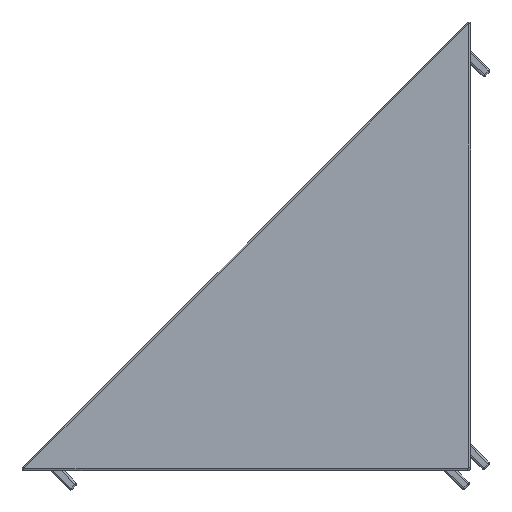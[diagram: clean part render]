
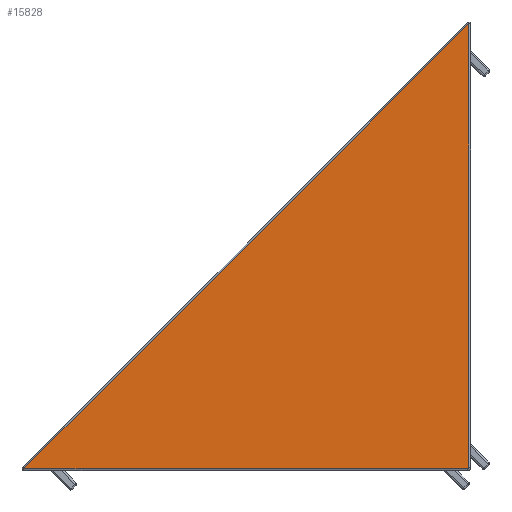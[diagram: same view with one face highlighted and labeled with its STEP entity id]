
A CAD part, top view. The second image highlights one B-rep face of the part: STEP entity #15828.
In plain terms, the highlighted planar face has unit normal (0.006, -0.006, 1).
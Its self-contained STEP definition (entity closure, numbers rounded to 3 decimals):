
#664 = LINE ( 'NONE', #21554, #15121 ) ;
#990 = VERTEX_POINT ( 'NONE', #18448 ) ;
#1092 = VERTEX_POINT ( 'NONE', #14063 ) ;
#1287 = CARTESIAN_POINT ( 'NONE',  ( -0.298, 0.498, 18.686 ) ) ;
#1612 = CARTESIAN_POINT ( 'NONE',  ( -0.298, 0.381, 18.685 ) ) ;
#1787 = DIRECTION ( 'NONE',  ( -0.707, -0.707, 0. ) ) ;
#1821 = CARTESIAN_POINT ( 'NONE',  ( -0.5, 0.298, 18.686 ) ) ;
#2049 =( BOUNDED_CURVE ( )  B_SPLINE_CURVE ( 3, ( #8610, #3326, #1612, #16022 ),
 .UNSPECIFIED., .F., .F. ) 
 B_SPLINE_CURVE_WITH_KNOTS ( ( 4, 4 ),
 ( 2.356, 3.927 ),
 .UNSPECIFIED. ) 
 CURVE ( )  GEOMETRIC_REPRESENTATION_ITEM ( )  RATIONAL_B_SPLINE_CURVE ( ( 1., 0.805, 0.805, 1. ) ) 
 REPRESENTATION_ITEM ( '' )  );
#3326 = CARTESIAN_POINT ( 'NONE',  ( -0.381, 0.298, 18.685 ) ) ;
#3619 = DIRECTION ( 'NONE',  ( -0.006, 0.006, -1. ) ) ;
#4487 = VECTOR ( 'NONE', #4965, 1000. ) ;
#4850 = LINE ( 'NONE', #1821, #11341 ) ;
#4965 = DIRECTION ( 'NONE',  ( 0., 1., 0.006 ) ) ;
#5272 = VERTEX_POINT ( 'NONE', #18499 ) ;
#7813 = EDGE_CURVE ( 'NONE', #21952, #1092, #19208, .T. ) ;
#7947 = FACE_OUTER_BOUND ( 'NONE', #13235, .T. ) ;
#8610 = CARTESIAN_POINT ( 'NONE',  ( -0.498, 0.298, 18.686 ) ) ;
#10587 = ORIENTED_EDGE ( 'NONE', *, *, #7813, .T. ) ;
#10931 = DIRECTION ( 'NONE',  ( 1., 0., -0.006 ) ) ;
#11341 = VECTOR ( 'NONE', #10931, 1000. ) ;
#12131 = EDGE_CURVE ( 'NONE', #5272, #21952, #2049, .T. ) ;
#13235 = EDGE_LOOP ( 'NONE', ( #10587, #20558, #17766, #21047 ) ) ;
#14063 = CARTESIAN_POINT ( 'NONE',  ( -0.298, 75.274, 19.147 ) ) ;
#14473 = DIRECTION ( 'NONE',  ( -1., 0., 0.006 ) ) ;
#15121 = VECTOR ( 'NONE', #1787, 1000. ) ;
#15169 = EDGE_CURVE ( 'NONE', #1092, #990, #664, .T. ) ;
#15828 = ADVANCED_FACE ( 'NONE', ( #7947 ), #17789, .F. ) ;
#15865 = EDGE_CURVE ( 'NONE', #990, #5272, #4850, .T. ) ;
#16022 = CARTESIAN_POINT ( 'NONE',  ( -0.298, 0.498, 18.686 ) ) ;
#17766 = ORIENTED_EDGE ( 'NONE', *, *, #15865, .T. ) ;
#17789 = PLANE ( 'NONE',  #22299 ) ;
#18448 = CARTESIAN_POINT ( 'NONE',  ( -75.274, 0.298, 19.147 ) ) ;
#18499 = CARTESIAN_POINT ( 'NONE',  ( -0.498, 0.298, 18.686 ) ) ;
#19208 = LINE ( 'NONE', #19379, #4487 ) ;
#19379 = CARTESIAN_POINT ( 'NONE',  ( -0.298, 75.8, 19.151 ) ) ;
#20064 = CARTESIAN_POINT ( 'NONE',  ( 0., 76., 19.15 ) ) ;
#20558 = ORIENTED_EDGE ( 'NONE', *, *, #15169, .T. ) ;
#21047 = ORIENTED_EDGE ( 'NONE', *, *, #12131, .T. ) ;
#21554 = CARTESIAN_POINT ( 'NONE',  ( -75.488, 0.084, 19.147 ) ) ;
#21952 = VERTEX_POINT ( 'NONE', #1287 ) ;
#22299 = AXIS2_PLACEMENT_3D ( 'NONE', #20064, #3619, #14473 ) ;
